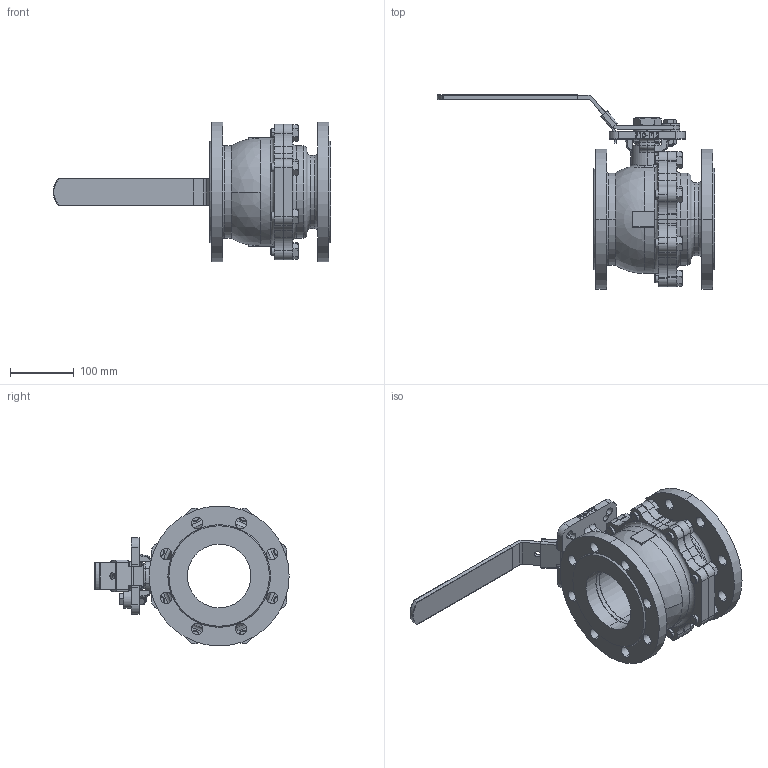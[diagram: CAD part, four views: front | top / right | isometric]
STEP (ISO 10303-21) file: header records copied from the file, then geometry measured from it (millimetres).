
FILE_DESCRIPTION (( 'STEP AP203' ), '1' );
FILE_NAME ('L620100²Õ¦X¥ó.STEP', '2016-11-15T06:29:59', ( '' ), ( '' ), 'SwSTEP 2.0', 'SolidWorks 2012', '' );
FILE_SCHEMA (( 'CONFIG_CONTROL_DESIGN' ));
Length unit declared in the file: millimetre
Products named in the file (22): L620100組合件; OR07; SN04; HN45; SS06; PV38; SN32; HE35; HN69; TW20; SX33; GI10; SX25; SM40; PS16; MP28; SP18; ST33; BL620100; BP157; AL620100; BL16
Assembly tree (30 placements, depth 2):
  L620100組合件
    BL16
    AL620100
    BP157
    BL620100
    ST33  x2
    SP18
    MP28
    PS16
    SM40
    SX25  x2
    GI10
    SX33
    TW20
    HN69  x8
    HE35
    SN32
    PV38
    SS06
    HN45
    SN04
    OR07
Bounding box: 436.04 x 305.41 x 220 mm (x, y, z)
Volume: 3191036.7 mm3; surface area: 709196 mm2
Topology: 31 solids, 31 shells, 1109 faces, 2766 edges, 1733 vertices
Faces by surface type: plane 390, cylinder 385, cone 144, bspline 132, torus 40, sphere 18
Entity records: 42433 total; most frequent: CARTESIAN_POINT 17143, ORIENTED_EDGE 4880, DIRECTION 4571, EDGE_CURVE 2440, AXIS2_PLACEMENT_3D 1753, VERTEX_POINT 1541, EDGE_LOOP 1095, VECTOR 1065
